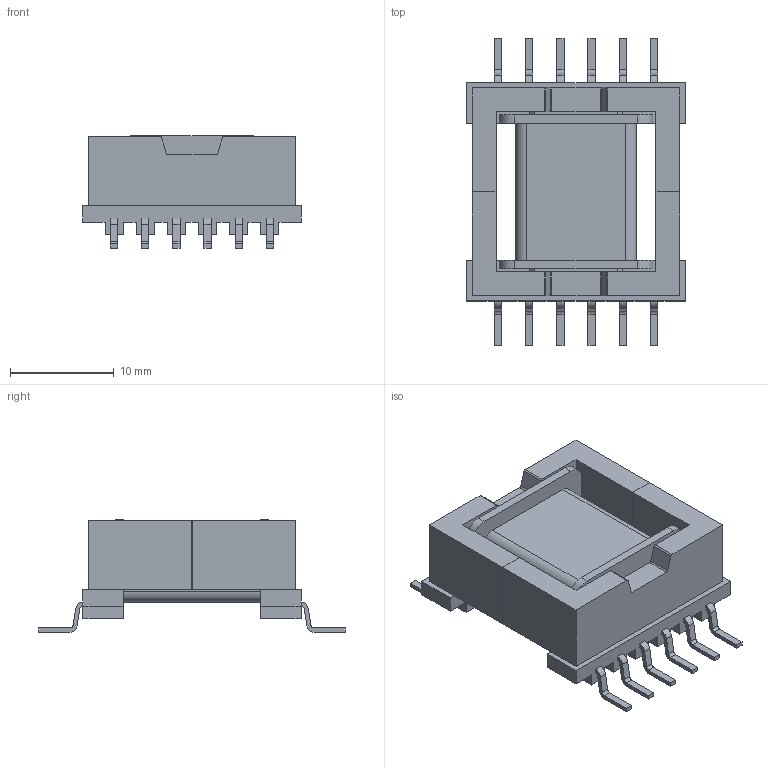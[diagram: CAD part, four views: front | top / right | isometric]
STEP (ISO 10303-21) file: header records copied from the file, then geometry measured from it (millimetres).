
FILE_DESCRIPTION(('STEP AP214'),'1');
FILE_NAME('71070492.stp','2018-08-04T18:56:25',('TraceParts'),('TraceParts S.A.'),'Spatial InterOp 3D',' ',' ');
FILE_SCHEMA(('automotive_design'));
Length unit declared in the file: millimetre
Products named in the file (3): 71070492_1; 71070492_2; 71070492_3
Bounding box: 21 x 29.5 x 10.8 mm (x, y, z)
Volume: 2461.4 mm3; surface area: 3510.4 mm2
Topology: 3 solids, 3 shells, 322 faces, 886 edges, 584 vertices
Faces by surface type: plane 238, cylinder 84
Entity records: 12360 total; most frequent: CARTESIAN_POINT 1795, ORIENTED_EDGE 1772, DIRECTION 1712, EDGE_CURVE 886, LINE 710, VECTOR 710, VERTEX_POINT 584, AXIS2_PLACEMENT_3D 501
